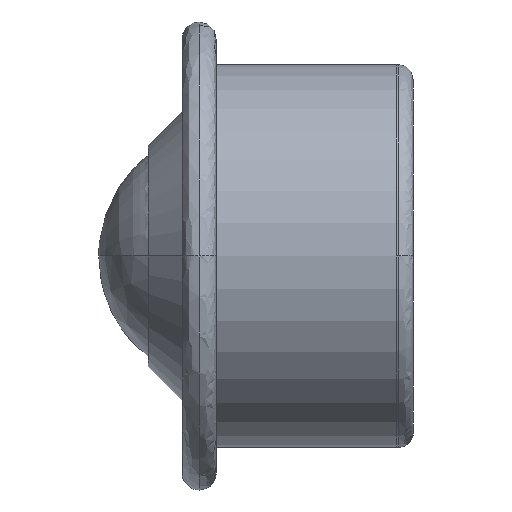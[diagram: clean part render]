
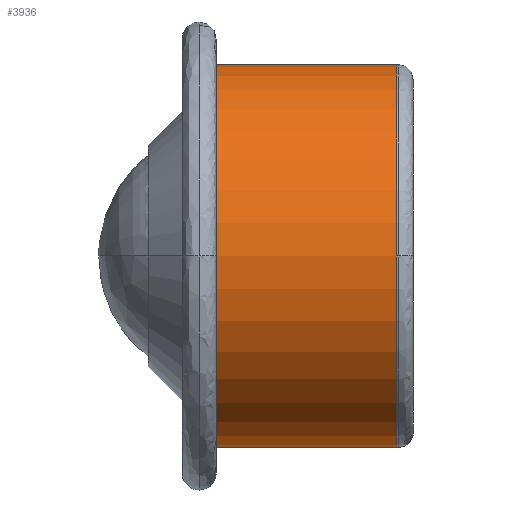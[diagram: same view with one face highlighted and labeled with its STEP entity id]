
A CAD part, left-side view. The second image highlights one B-rep face of the part: STEP entity #3936.
In plain terms, the highlighted cylindrical face has radius 22.5 mm (diameter 45 mm), a partial arc.
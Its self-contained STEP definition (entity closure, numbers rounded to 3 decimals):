
#1 = CIRCLE ( 'NONE', #2088, 22.5 ) ;
#162 = CARTESIAN_POINT ( 'NONE',  ( 9.151, 27.322, 0. ) ) ;
#166 = CYLINDRICAL_SURFACE ( 'NONE', #1640, 22.5 ) ;
#190 = CARTESIAN_POINT ( 'NONE',  ( 9.151, 48.522, 22.5 ) ) ;
#340 = VECTOR ( 'NONE', #1862, 1000. ) ;
#411 = ORIENTED_EDGE ( 'NONE', *, *, #1302, .T. ) ;
#687 = ORIENTED_EDGE ( 'NONE', *, *, #3723, .F. ) ;
#690 = CIRCLE ( 'NONE', #929, 22.5 ) ;
#692 = VERTEX_POINT ( 'NONE', #3261 ) ;
#755 = DIRECTION ( 'NONE',  ( 0., 1., 0. ) ) ;
#790 = EDGE_CURVE ( 'NONE', #2912, #692, #3813, .T. ) ;
#797 = LINE ( 'NONE', #4074, #340 ) ;
#929 = AXIS2_PLACEMENT_3D ( 'NONE', #2941, #755, #2238 ) ;
#1091 = CARTESIAN_POINT ( 'NONE',  ( 9.151, 27.322, 22.5 ) ) ;
#1206 = CARTESIAN_POINT ( 'NONE',  ( 9.151, 48.522, 0. ) ) ;
#1302 = EDGE_CURVE ( 'NONE', #4684, #2675, #690, .T. ) ;
#1416 = DIRECTION ( 'NONE',  ( 0., 0., 1. ) ) ;
#1448 = DIRECTION ( 'NONE',  ( 0., 1., 0. ) ) ;
#1640 = AXIS2_PLACEMENT_3D ( 'NONE', #162, #3099, #3034 ) ;
#1862 = DIRECTION ( 'NONE',  ( 0., 1., 0. ) ) ;
#2040 = EDGE_CURVE ( 'NONE', #2394, #4684, #1, .T. ) ;
#2088 = AXIS2_PLACEMENT_3D ( 'NONE', #4662, #3994, #1416 ) ;
#2238 = DIRECTION ( 'NONE',  ( 0., 0., 1. ) ) ;
#2394 = VERTEX_POINT ( 'NONE', #4180 ) ;
#2675 = VERTEX_POINT ( 'NONE', #3701 ) ;
#2735 = EDGE_LOOP ( 'NONE', ( #687, #3691, #411, #3029, #2866 ) ) ;
#2866 = ORIENTED_EDGE ( 'NONE', *, *, #790, .T. ) ;
#2912 = VERTEX_POINT ( 'NONE', #190 ) ;
#2941 = CARTESIAN_POINT ( 'NONE',  ( 9.151, 27.322, 0. ) ) ;
#3029 = ORIENTED_EDGE ( 'NONE', *, *, #4152, .T. ) ;
#3034 = DIRECTION ( 'NONE',  ( 0., 0., 1. ) ) ;
#3099 = DIRECTION ( 'NONE',  ( 0., 1., 0. ) ) ;
#3261 = CARTESIAN_POINT ( 'NONE',  ( 9.151, 48.522, -22.5 ) ) ;
#3294 = FACE_OUTER_BOUND ( 'NONE', #2735, .T. ) ;
#3521 = CARTESIAN_POINT ( 'NONE',  ( -13.349, 27.322, 0. ) ) ;
#3631 = LINE ( 'NONE', #1091, #3736 ) ;
#3691 = ORIENTED_EDGE ( 'NONE', *, *, #2040, .T. ) ;
#3701 = CARTESIAN_POINT ( 'NONE',  ( 9.151, 27.322, 22.5 ) ) ;
#3723 = EDGE_CURVE ( 'NONE', #2394, #692, #797, .T. ) ;
#3733 = DIRECTION ( 'NONE',  ( 0., -1., 0. ) ) ;
#3736 = VECTOR ( 'NONE', #1448, 1000. ) ;
#3813 = CIRCLE ( 'NONE', #3834, 22.5 ) ;
#3834 = AXIS2_PLACEMENT_3D ( 'NONE', #1206, #3733, #4446 ) ;
#3936 = ADVANCED_FACE ( 'NONE', ( #3294 ), #166, .T. ) ;
#3994 = DIRECTION ( 'NONE',  ( 0., 1., 0. ) ) ;
#4074 = CARTESIAN_POINT ( 'NONE',  ( 9.151, 27.322, -22.5 ) ) ;
#4152 = EDGE_CURVE ( 'NONE', #2675, #2912, #3631, .T. ) ;
#4180 = CARTESIAN_POINT ( 'NONE',  ( 9.151, 27.322, -22.5 ) ) ;
#4446 = DIRECTION ( 'NONE',  ( 0., 0., 1. ) ) ;
#4662 = CARTESIAN_POINT ( 'NONE',  ( 9.151, 27.322, 0. ) ) ;
#4684 = VERTEX_POINT ( 'NONE', #3521 ) ;
